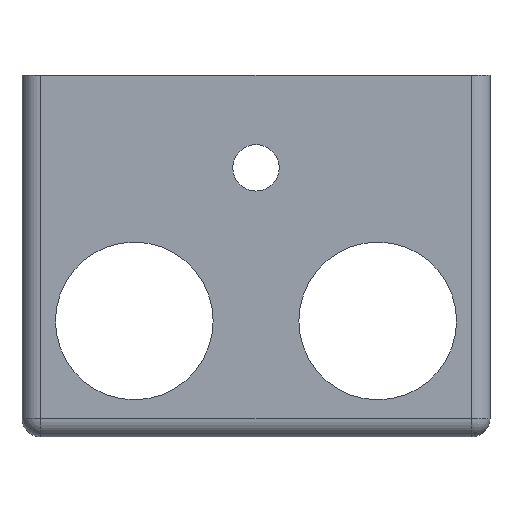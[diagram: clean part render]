
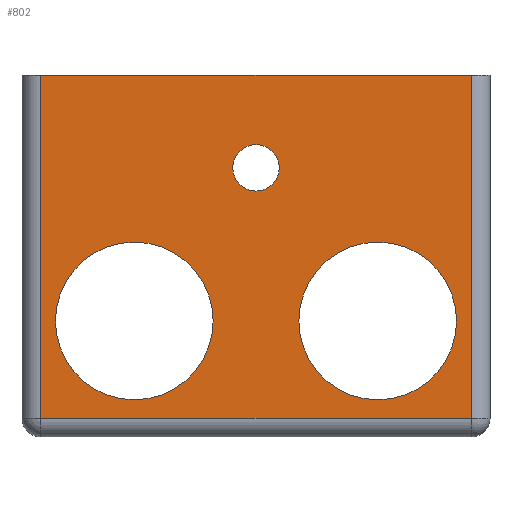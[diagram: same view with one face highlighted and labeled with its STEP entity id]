
A CAD part, left-side view. The second image highlights one B-rep face of the part: STEP entity #802.
In plain terms, the highlighted planar face has unit normal (-1, 0, 0).
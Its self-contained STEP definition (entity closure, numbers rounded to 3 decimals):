
#33=FACE_BOUND('',#161,.T.);
#34=FACE_BOUND('',#162,.T.);
#35=FACE_BOUND('',#163,.T.);
#62=PLANE('',#895);
#107=FACE_OUTER_BOUND('',#160,.T.);
#160=EDGE_LOOP('',(#735,#736,#737,#738));
#161=EDGE_LOOP('',(#739));
#162=EDGE_LOOP('',(#740));
#163=EDGE_LOOP('',(#741));
#167=LINE('',#1156,#243);
#170=LINE('',#1165,#246);
#196=LINE('',#1229,#272);
#198=LINE('',#1234,#274);
#243=VECTOR('',#917,10.);
#246=VECTOR('',#926,10.);
#272=VECTOR('',#982,10.);
#274=VECTOR('',#990,10.);
#316=CIRCLE('',#820,2.5);
#346=CIRCLE('',#891,8.5);
#347=CIRCLE('',#893,8.5);
#348=VERTEX_POINT('',#1142);
#353=VERTEX_POINT('',#1153);
#354=VERTEX_POINT('',#1155);
#357=VERTEX_POINT('',#1163);
#380=VERTEX_POINT('',#1225);
#416=VERTEX_POINT('',#1355);
#417=VERTEX_POINT('',#1359);
#418=EDGE_CURVE('',#348,#348,#316,.T.);
#424=EDGE_CURVE('',#354,#353,#167,.T.);
#429=EDGE_CURVE('',#357,#353,#170,.T.);
#461=EDGE_CURVE('',#354,#380,#196,.T.);
#464=EDGE_CURVE('',#380,#357,#198,.T.);
#522=EDGE_CURVE('',#416,#416,#346,.T.);
#524=EDGE_CURVE('',#417,#417,#347,.T.);
#735=ORIENTED_EDGE('',*,*,#424,.T.);
#736=ORIENTED_EDGE('',*,*,#429,.F.);
#737=ORIENTED_EDGE('',*,*,#464,.F.);
#738=ORIENTED_EDGE('',*,*,#461,.F.);
#739=ORIENTED_EDGE('',*,*,#418,.T.);
#740=ORIENTED_EDGE('',*,*,#522,.T.);
#741=ORIENTED_EDGE('',*,*,#524,.T.);
#802=ADVANCED_FACE('',(#107,#33,#34,#35),#62,.T.);
#820=AXIS2_PLACEMENT_3D('',#1143,#906,#907);
#891=AXIS2_PLACEMENT_3D('',#1356,#1122,#1123);
#893=AXIS2_PLACEMENT_3D('',#1360,#1127,#1128);
#895=AXIS2_PLACEMENT_3D('',#1363,#1132,#1133);
#906=DIRECTION('center_axis',(1.,0.,0.));
#907=DIRECTION('ref_axis',(0.,-1.,0.));
#917=DIRECTION('',(0.,1.,0.));
#926=DIRECTION('',(0.,0.,1.));
#982=DIRECTION('',(0.,0.,-1.));
#990=DIRECTION('',(0.,1.,0.));
#1122=DIRECTION('center_axis',(1.,0.,0.));
#1123=DIRECTION('ref_axis',(0.,1.,0.));
#1127=DIRECTION('center_axis',(1.,0.,0.));
#1128=DIRECTION('ref_axis',(0.,1.,0.));
#1132=DIRECTION('center_axis',(-1.,0.,0.));
#1133=DIRECTION('ref_axis',(0.,0.,1.));
#1142=CARTESIAN_POINT('',(-168.5,179.72,-37.904));
#1143=CARTESIAN_POINT('Origin',(-168.5,177.22,-37.904));
#1153=CARTESIAN_POINT('',(-168.5,200.445,-27.904));
#1155=CARTESIAN_POINT('',(-168.5,153.995,-27.904));
#1156=CARTESIAN_POINT('',(-168.5,164.608,-27.904));
#1163=CARTESIAN_POINT('',(-168.5,200.445,-64.904));
#1165=CARTESIAN_POINT('',(-168.5,200.445,-48.154));
#1225=CARTESIAN_POINT('',(-168.5,153.995,-64.904));
#1229=CARTESIAN_POINT('',(-168.5,153.995,-60.654));
#1234=CARTESIAN_POINT('',(-168.5,189.833,-64.904));
#1355=CARTESIAN_POINT('',(-168.5,181.84,-54.404));
#1356=CARTESIAN_POINT('Origin',(-168.5,190.34,-54.404));
#1359=CARTESIAN_POINT('',(-168.5,155.6,-54.404));
#1360=CARTESIAN_POINT('Origin',(-168.5,164.1,-54.404));
#1363=CARTESIAN_POINT('Origin',(-168.5,177.22,-54.404));
